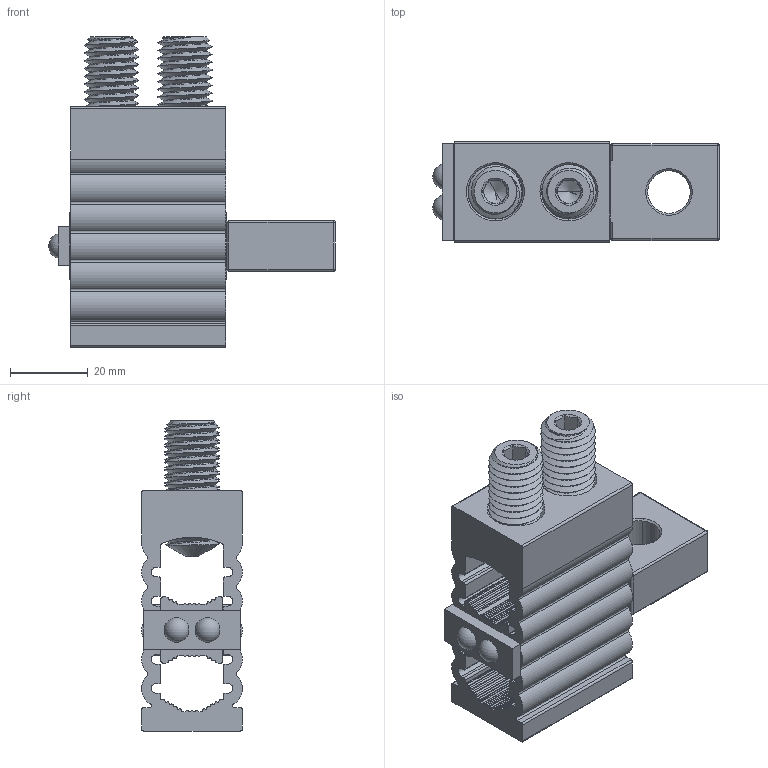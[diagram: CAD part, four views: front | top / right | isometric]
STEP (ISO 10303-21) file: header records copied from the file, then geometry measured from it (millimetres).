
FILE_DESCRIPTION(('Creo Elements/Direct Modeling STEP Export'),'2;1');
FILE_NAME('VC02-0005.stp','2020-05-19T10:19:14',(''),(''),'Creo Elements/Direct Modeling STEP processor for AP214 (Solid Model)','Creo Elements/Direct Modeling 20.1A 29-Sep-2018 (C) Parametric Technology GmbH','');
FILE_SCHEMA(('AUTOMOTIVE_DESIGN { 1 0 10303 214 1 1 1 1 }'));
Length unit declared in the file: millimetre
Products named in the file (2): VC02-0005
Assembly tree (1 placements, depth 2):
  VC02-0005
    VC02-0005
Bounding box: 73.98 x 26 x 80 mm (x, y, z)
Volume: 55804.7 mm3; surface area: 26739.6 mm2
Topology: 1 solids, 11 shells, 649 faces, 1814 edges, 1165 vertices
Faces by surface type: cylinder 270, plane 202, cone 160, sphere 10, bspline 7
Entity records: 30777 total; most frequent: CARTESIAN_POINT 13054, ORIENTED_EDGE 3604, DIRECTION 2840, EDGE_CURVE 1802, VERTEX_POINT 1165, AXIS2_PLACEMENT_3D 1007, VECTOR 826, LINE 826
